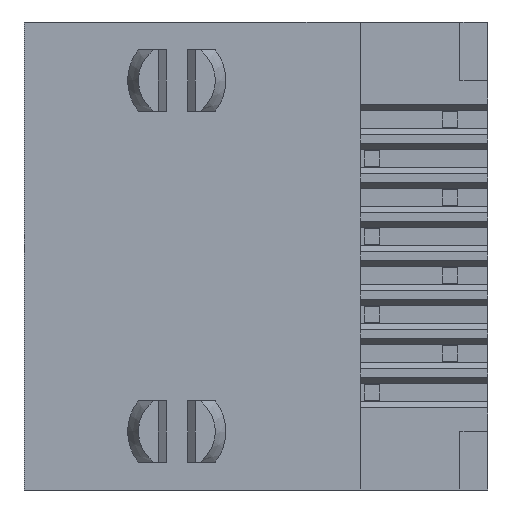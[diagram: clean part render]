
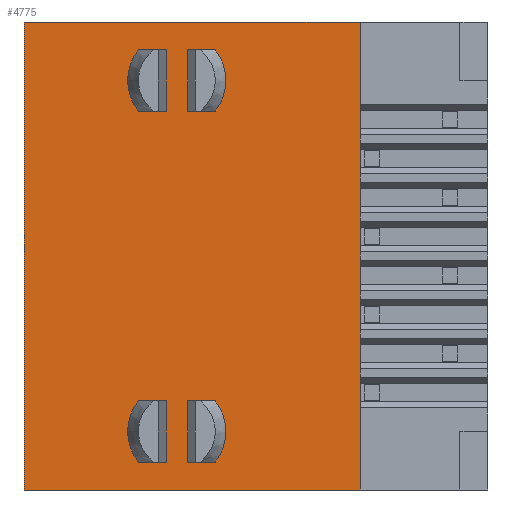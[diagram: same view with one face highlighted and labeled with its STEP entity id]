
A CAD part, front view. The second image highlights one B-rep face of the part: STEP entity #4775.
In plain terms, the highlighted planar face has unit normal (0, -1, 0).
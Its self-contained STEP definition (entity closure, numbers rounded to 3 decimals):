
#26=DIRECTION('',(1.,0.,0.));
#27=VECTOR('',#26,10.93);
#28=CARTESIAN_POINT('',(-4.96,-7.85,-7.62));
#29=LINE('',#28,#27);
#550=DIRECTION('',(0.,0.,1.));
#551=VECTOR('',#550,15.24);
#552=CARTESIAN_POINT('',(5.97,-7.85,-7.62));
#553=LINE('',#552,#551);
#1038=DIRECTION('',(0.,0.,-1.));
#1039=VECTOR('',#1038,2.);
#1040=CARTESIAN_POINT('',(0.35,-7.85,-4.715));
#1041=LINE('',#1040,#1039);
#1042=DIRECTION('',(1.,0.,0.));
#1043=VECTOR('',#1042,0.594);
#1044=CARTESIAN_POINT('',(0.35,-7.85,-6.715));
#1045=LINE('',#1044,#1043);
#1046=DIRECTION('',(1.,0.,0.));
#1047=VECTOR('',#1046,0.594);
#1048=CARTESIAN_POINT('',(-0.944,-7.85,4.715));
#1049=LINE('',#1048,#1047);
#1050=DIRECTION('',(0.,0.,1.));
#1051=VECTOR('',#1050,15.24);
#1052=CARTESIAN_POINT('',(-4.96,-7.85,-7.62));
#1053=LINE('',#1052,#1051);
#1054=DIRECTION('',(0.,0.,-1.));
#1055=VECTOR('',#1054,2.);
#1056=CARTESIAN_POINT('',(0.35,-7.85,6.715));
#1057=LINE('',#1056,#1055);
#1058=DIRECTION('',(1.,0.,0.));
#1059=VECTOR('',#1058,0.594);
#1060=CARTESIAN_POINT('',(0.35,-7.85,4.715));
#1061=LINE('',#1060,#1059);
#1062=DIRECTION('',(1.,0.,0.));
#1063=VECTOR('',#1062,0.594);
#1064=CARTESIAN_POINT('',(-0.944,-7.85,-6.715));
#1065=LINE('',#1064,#1063);
#1093=DIRECTION('',(1.,0.,0.));
#1094=VECTOR('',#1093,0.594);
#1095=CARTESIAN_POINT('',(-0.944,-7.85,-4.715));
#1096=LINE('',#1095,#1094);
#1101=DIRECTION('',(1.,0.,0.));
#1102=VECTOR('',#1101,0.594);
#1103=CARTESIAN_POINT('',(0.35,-7.85,-4.715));
#1104=LINE('',#1103,#1102);
#1128=DIRECTION('',(0.,0.,-1.));
#1129=VECTOR('',#1128,2.);
#1130=CARTESIAN_POINT('',(-0.35,-7.85,6.715));
#1131=LINE('',#1130,#1129);
#1132=DIRECTION('',(0.,0.,-1.));
#1133=VECTOR('',#1132,2.);
#1134=CARTESIAN_POINT('',(-0.35,-7.85,-4.715));
#1135=LINE('',#1134,#1133);
#1214=CARTESIAN_POINT('',(0.,-7.85,5.715));
#1215=DIRECTION('',(0.,1.,0.));
#1216=DIRECTION('',(0.686,0.,0.727));
#1217=AXIS2_PLACEMENT_3D('',#1214,#1215,#1216);
#1229=CARTESIAN_POINT('',(0.,-7.85,5.715));
#1230=DIRECTION('',(0.,1.,0.));
#1231=DIRECTION('',(-0.686,0.,-0.727));
#1232=AXIS2_PLACEMENT_3D('',#1229,#1230,#1231);
#1291=DIRECTION('',(1.,0.,0.));
#1292=VECTOR('',#1291,0.594);
#1293=CARTESIAN_POINT('',(-0.944,-7.85,6.715));
#1294=LINE('',#1293,#1292);
#1299=DIRECTION('',(1.,0.,0.));
#1300=VECTOR('',#1299,0.594);
#1301=CARTESIAN_POINT('',(0.35,-7.85,6.715));
#1302=LINE('',#1301,#1300);
#1404=CARTESIAN_POINT('',(0.,-7.85,-5.715));
#1405=DIRECTION('',(0.,1.,0.));
#1406=DIRECTION('',(0.686,0.,0.727));
#1407=AXIS2_PLACEMENT_3D('',#1404,#1405,#1406);
#1419=CARTESIAN_POINT('',(0.,-7.85,-5.715));
#1420=DIRECTION('',(0.,1.,0.));
#1421=DIRECTION('',(-0.686,0.,-0.727));
#1422=AXIS2_PLACEMENT_3D('',#1419,#1420,#1421);
#1718=DIRECTION('',(1.,0.,0.));
#1719=VECTOR('',#1718,10.93);
#1720=CARTESIAN_POINT('',(-4.96,-7.85,7.62));
#1721=LINE('',#1720,#1719);
#2451=CARTESIAN_POINT('',(-4.96,-7.85,-7.62));
#2452=VERTEX_POINT('',#2451);
#2453=CARTESIAN_POINT('',(5.97,-7.85,-7.62));
#2454=VERTEX_POINT('',#2453);
#2473=CARTESIAN_POINT('',(-4.96,-7.85,7.62));
#2474=VERTEX_POINT('',#2473);
#2475=CARTESIAN_POINT('',(5.97,-7.85,7.62));
#2476=VERTEX_POINT('',#2475);
#2611=CARTESIAN_POINT('',(-0.35,-7.85,6.715));
#2612=CARTESIAN_POINT('',(-0.35,-7.85,4.715));
#2613=VERTEX_POINT('',#2611);
#2614=VERTEX_POINT('',#2612);
#2615=CARTESIAN_POINT('',(-0.35,-7.85,-4.715));
#2616=CARTESIAN_POINT('',(-0.35,-7.85,-6.715));
#2617=VERTEX_POINT('',#2615);
#2618=VERTEX_POINT('',#2616);
#2619=CARTESIAN_POINT('',(0.35,-7.85,6.715));
#2620=CARTESIAN_POINT('',(0.35,-7.85,4.715));
#2621=VERTEX_POINT('',#2619);
#2622=VERTEX_POINT('',#2620);
#2623=CARTESIAN_POINT('',(0.35,-7.85,-4.715));
#2624=CARTESIAN_POINT('',(0.35,-7.85,-6.715));
#2625=VERTEX_POINT('',#2623);
#2626=VERTEX_POINT('',#2624);
#2637=CARTESIAN_POINT('',(0.944,-7.85,6.715));
#2638=VERTEX_POINT('',#2637);
#2639=CARTESIAN_POINT('',(-0.944,-7.85,6.715));
#2640=VERTEX_POINT('',#2639);
#2651=CARTESIAN_POINT('',(0.944,-7.85,-4.715));
#2652=VERTEX_POINT('',#2651);
#2653=CARTESIAN_POINT('',(-0.944,-7.85,-4.715));
#2654=VERTEX_POINT('',#2653);
#3031=CARTESIAN_POINT('',(-0.944,-7.85,4.715));
#3032=VERTEX_POINT('',#3031);
#3033=CARTESIAN_POINT('',(0.944,-7.85,4.715));
#3034=VERTEX_POINT('',#3033);
#3045=CARTESIAN_POINT('',(-0.944,-7.85,-6.715));
#3046=VERTEX_POINT('',#3045);
#3047=CARTESIAN_POINT('',(0.944,-7.85,-6.715));
#3048=VERTEX_POINT('',#3047);
#4722=CARTESIAN_POINT('',(-4.96,-7.85,-7.62));
#4723=DIRECTION('',(0.,-1.,0.));
#4724=DIRECTION('',(1.,0.,0.));
#4725=AXIS2_PLACEMENT_3D('',#4722,#4723,#4724);
#4726=PLANE('',#4725);
#4727=ORIENTED_EDGE('',*,*,#3210,.F.);
#4729=ORIENTED_EDGE('',*,*,#4728,.T.);
#4731=ORIENTED_EDGE('',*,*,#4730,.T.);
#4732=ORIENTED_EDGE('',*,*,#3654,.F.);
#4733=EDGE_LOOP('',(#4727,#4729,#4731,#4732));
#4734=FACE_OUTER_BOUND('',#4733,.F.);
#4736=ORIENTED_EDGE('',*,*,#4735,.T.);
#4738=ORIENTED_EDGE('',*,*,#4737,.F.);
#4740=ORIENTED_EDGE('',*,*,#4739,.F.);
#4742=ORIENTED_EDGE('',*,*,#4741,.F.);
#4743=EDGE_LOOP('',(#4736,#4738,#4740,#4742));
#4744=FACE_BOUND('',#4743,.F.);
#4746=ORIENTED_EDGE('',*,*,#4745,.F.);
#4748=ORIENTED_EDGE('',*,*,#4747,.T.);
#4750=ORIENTED_EDGE('',*,*,#4749,.T.);
#4752=ORIENTED_EDGE('',*,*,#4751,.F.);
#4753=EDGE_LOOP('',(#4746,#4748,#4750,#4752));
#4754=FACE_BOUND('',#4753,.F.);
#4756=ORIENTED_EDGE('',*,*,#4755,.F.);
#4758=ORIENTED_EDGE('',*,*,#4757,.T.);
#4760=ORIENTED_EDGE('',*,*,#4759,.T.);
#4762=ORIENTED_EDGE('',*,*,#4761,.F.);
#4763=EDGE_LOOP('',(#4756,#4758,#4760,#4762));
#4764=FACE_BOUND('',#4763,.F.);
#4766=ORIENTED_EDGE('',*,*,#4765,.T.);
#4768=ORIENTED_EDGE('',*,*,#4767,.F.);
#4770=ORIENTED_EDGE('',*,*,#4769,.F.);
#4772=ORIENTED_EDGE('',*,*,#4771,.F.);
#4773=EDGE_LOOP('',(#4766,#4768,#4770,#4772));
#4774=FACE_BOUND('',#4773,.F.);
#4775=ADVANCED_FACE('',(#4734,#4744,#4754,#4764,#4774),#4726,.T.);
#1218=CIRCLE('',#1217,1.375);
#1233=CIRCLE('',#1232,1.375);
#1408=CIRCLE('',#1407,1.375);
#1423=CIRCLE('',#1422,1.375);
#3210=EDGE_CURVE('',#2452,#2454,#29,.T.);
#3654=EDGE_CURVE('',#2454,#2476,#553,.T.);
#4728=EDGE_CURVE('',#2452,#2474,#1053,.T.);
#4730=EDGE_CURVE('',#2474,#2476,#1721,.T.);
#4735=EDGE_CURVE('',#3032,#2614,#1049,.T.);
#4737=EDGE_CURVE('',#2613,#2614,#1131,.T.);
#4739=EDGE_CURVE('',#2640,#2613,#1294,.T.);
#4741=EDGE_CURVE('',#3032,#2640,#1233,.T.);
#4745=EDGE_CURVE('',#2625,#2652,#1104,.T.);
#4747=EDGE_CURVE('',#2625,#2626,#1041,.T.);
#4749=EDGE_CURVE('',#2626,#3048,#1045,.T.);
#4751=EDGE_CURVE('',#2652,#3048,#1408,.T.);
#4755=EDGE_CURVE('',#2621,#2638,#1302,.T.);
#4757=EDGE_CURVE('',#2621,#2622,#1057,.T.);
#4759=EDGE_CURVE('',#2622,#3034,#1061,.T.);
#4761=EDGE_CURVE('',#2638,#3034,#1218,.T.);
#4765=EDGE_CURVE('',#3046,#2618,#1065,.T.);
#4767=EDGE_CURVE('',#2617,#2618,#1135,.T.);
#4769=EDGE_CURVE('',#2654,#2617,#1096,.T.);
#4771=EDGE_CURVE('',#3046,#2654,#1423,.T.);
